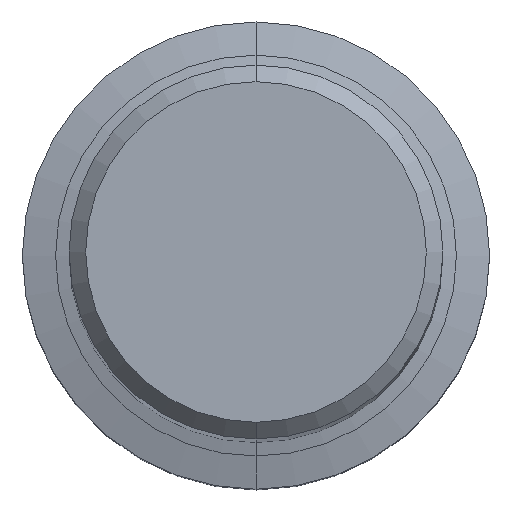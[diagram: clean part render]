
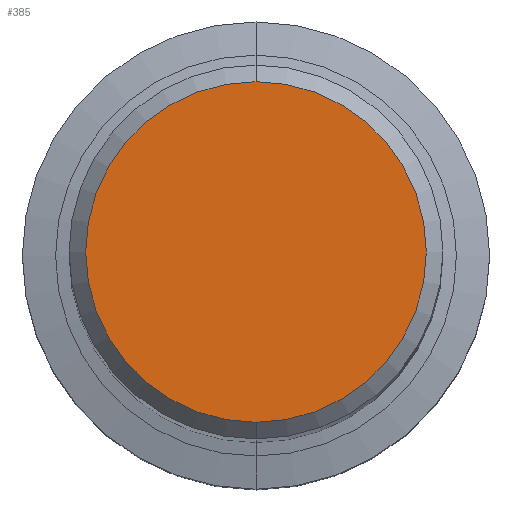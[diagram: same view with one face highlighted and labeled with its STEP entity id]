
A CAD part, top view. The second image highlights one B-rep face of the part: STEP entity #385.
In plain terms, the highlighted planar face has unit normal (0, 0, 1).
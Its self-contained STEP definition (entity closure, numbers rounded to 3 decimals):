
#239=VERTEX_POINT('',#598);
#269=EDGE_CURVE('',#239,#411,#632,.T.);
#385=ADVANCED_FACE('',(#760),#761,.T.);
#411=VERTEX_POINT('',#789);
#489=EDGE_CURVE('',#411,#239,#876,.T.);
#598=CARTESIAN_POINT('',(0.,-8.2,0.0));
#632=CIRCLE('',#1127,8.2);
#760=FACE_OUTER_BOUND('',#1383,.T.);
#761=PLANE('',#1384);
#789=CARTESIAN_POINT('',(0.0,8.2,0.0));
#876=CIRCLE('',#1577,8.2);
#1127=AXIS2_PLACEMENT_3D('',#1796,#1797,#1798);
#1383=EDGE_LOOP('',(#1950,#1951));
#1384=AXIS2_PLACEMENT_3D('',#1952,#1953,#1954);
#1577=AXIS2_PLACEMENT_3D('',#2081,#2082,#2083);
#1796=CARTESIAN_POINT('',(0.0,0.0,0.0));
#1797=DIRECTION('',(0.0,0.0,-1.0));
#1798=DIRECTION('',(0.0,1.0,0.0));
#1950=ORIENTED_EDGE('',*,*,#489,.F.);
#1951=ORIENTED_EDGE('',*,*,#269,.F.);
#1952=CARTESIAN_POINT('',(0.0,4.1,0.0));
#1953=DIRECTION('',(-0.0,0.0,1.0));
#1954=DIRECTION('',(0.0,-1.0,0.0));
#2081=CARTESIAN_POINT('',(0.0,0.0,0.0));
#2082=DIRECTION('',(0.0,0.0,-1.0));
#2083=DIRECTION('',(0.0,1.0,0.0));
